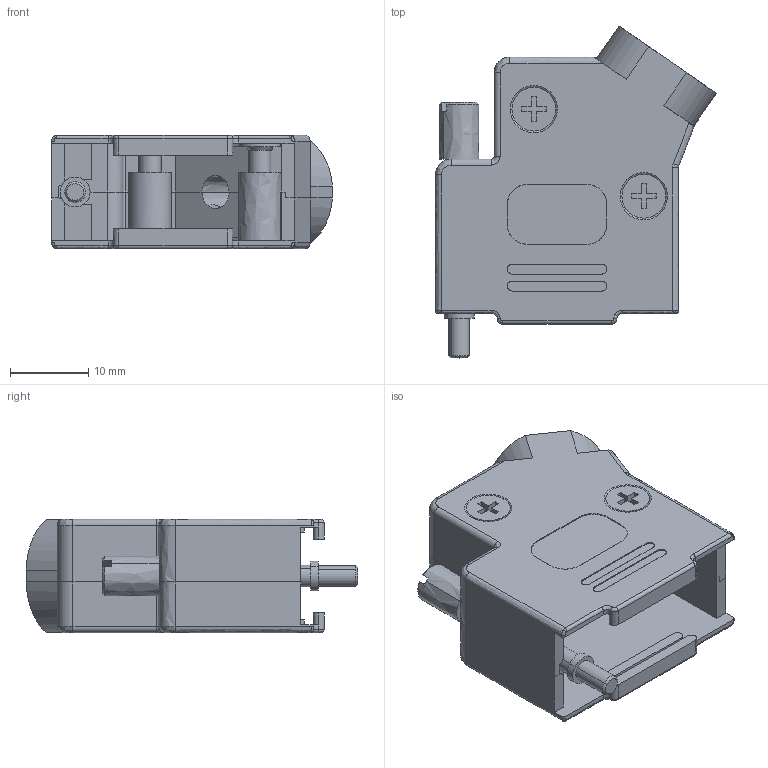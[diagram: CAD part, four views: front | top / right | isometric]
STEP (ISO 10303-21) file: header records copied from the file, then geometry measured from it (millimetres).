
FILE_DESCRIPTION(('HOOPS Exchange Step'),'2;1');
FILE_NAME('export-9B97317E-2292-4C83-93A6-5B62DAC3FC1B.stp','2024-02-26T20:08:31+01:00',('Engineering'),('Alibre'),'HOOPS Exchange 2021.0','Alibre','Unknown authorisation');
FILE_SCHEMA( ('AP242_MANAGED_MODEL_BASED_3D_ENGINEERING_MIM_LF {1 0 10303 442 1 1 4 }') );
Length unit declared in the file: millimetre
Products named in the file (8): 1316-7 D-SUB metal cover 9 Pole, 45degree cable entry SPLSRF; 1316-6 D-SUB metal cover 9 Pole, 45degree cable entry SPLSRF_2; 1316-2 D-SUB metal cover 9 Pole, 45degree cable entry SPLSRF_3; 1316-4 D-SUB metal cover 9 Pole, 45degree cable entry SPLSRF_4; 1316-3 D-SUB metal cover 9 Pole, 45degree cable entry SREV; 1316-5 D-SUB metal cover 9 Pole, 45degree cable entry SREV_2; 1316-1 D-SUB metal cover 9 Pole, 45degree cable entry SREV_3; 1316 D-SUB metal cover 9 Pole, 45degree cable entry
Assembly tree (7 placements, depth 2):
  1316 D-SUB metal cover 9 Pole, 45degree cable entry
    1316-7 D-SUB metal cover 9 Pole, 45degree cable entry SPLSRF
    1316-6 D-SUB metal cover 9 Pole, 45degree cable entry SPLSRF_2
    1316-2 D-SUB metal cover 9 Pole, 45degree cable entry SPLSRF_3
    1316-4 D-SUB metal cover 9 Pole, 45degree cable entry SPLSRF_4
    1316-3 D-SUB metal cover 9 Pole, 45degree cable entry SREV
    1316-5 D-SUB metal cover 9 Pole, 45degree cable entry SREV_2
    1316-1 D-SUB metal cover 9 Pole, 45degree cable entry SREV_3
Bounding box: 35.81 x 42.33 x 14.48 mm (x, y, z)
Volume: 5855.8 mm3; surface area: 9796 mm2
Topology: 7 solids, 7 shells, 453 faces, 1207 edges, 787 vertices
Faces by surface type: bspline 453
Entity records: 16331 total; most frequent: CARTESIAN_POINT 8625, ORIENTED_EDGE 2406, EDGE_CURVE 1203, B_SPLINE_CURVE_WITH_KNOTS 858, VERTEX_POINT 787, EDGE_LOOP 484, FACE_BOUND 484, ADVANCED_FACE 453
